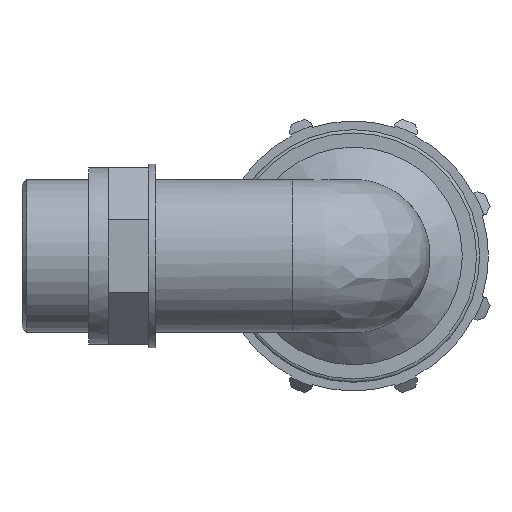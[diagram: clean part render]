
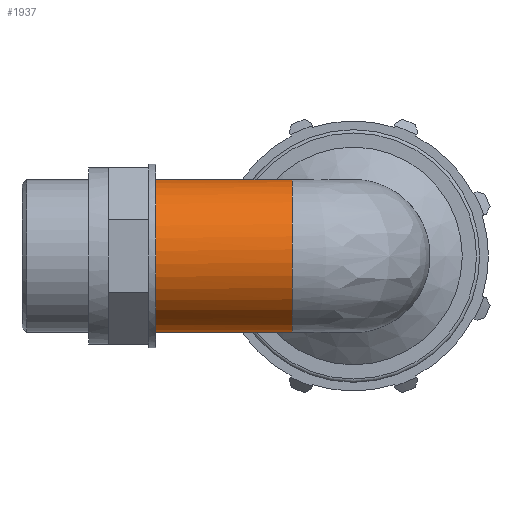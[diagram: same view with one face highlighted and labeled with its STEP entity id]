
A CAD part, left-side view. The second image highlights one B-rep face of the part: STEP entity #1937.
In plain terms, the highlighted cylindrical face has radius 29.807 mm (diameter 59.614 mm), a full revolution.
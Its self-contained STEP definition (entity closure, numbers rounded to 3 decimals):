
#62=B_SPLINE_CURVE_WITH_KNOTS('',3,(#3010,#3011,#3012,#3013,#3014,#3015,
#3016,#3017,#3018,#3019,#3020,#3021,#3022,#3023,#3024,#3025,#3026,#3027,
#3028,#3029,#3030,#3031),.UNSPECIFIED.,.F.,.F.,(4,2,2,2,2,2,2,2,2,2,4),
(11.535,11.617,12.246,12.782,13.05,
13.318,13.586,13.854,14.389,15.018,
15.1),.UNSPECIFIED.);
#64=FACE_BOUND('',#294,.T.);
#102=ELLIPSE('',#2087,42.153,29.807);
#103=ELLIPSE('',#2089,42.153,29.807);
#105=CYLINDRICAL_SURFACE('',#2093,29.807);
#167=FACE_OUTER_BOUND('',#293,.T.);
#293=EDGE_LOOP('',(#1396,#1397,#1398,#1399));
#294=EDGE_LOOP('',(#1400));
#734=CIRCLE('',#2094,29.807);
#735=CIRCLE('',#2095,29.807);
#846=VERTEX_POINT('',#2996);
#847=VERTEX_POINT('',#2997);
#848=VERTEX_POINT('',#2999);
#849=VERTEX_POINT('',#3001);
#852=VERTEX_POINT('',#3033);
#1066=EDGE_CURVE('',#848,#846,#102,.T.);
#1068=EDGE_CURVE('',#847,#849,#103,.T.);
#1071=EDGE_CURVE('',#846,#847,#62,.T.);
#1072=EDGE_CURVE('',#848,#849,#734,.T.);
#1073=EDGE_CURVE('',#852,#852,#735,.T.);
#1396=ORIENTED_EDGE('',*,*,#1071,.T.);
#1397=ORIENTED_EDGE('',*,*,#1068,.T.);
#1398=ORIENTED_EDGE('',*,*,#1072,.F.);
#1399=ORIENTED_EDGE('',*,*,#1066,.T.);
#1400=ORIENTED_EDGE('',*,*,#1073,.F.);
#1937=ADVANCED_FACE('',(#167,#64),#105,.T.);
#2087=AXIS2_PLACEMENT_3D('',#3000,#2418,#2419);
#2089=AXIS2_PLACEMENT_3D('',#3003,#2422,#2423);
#2093=AXIS2_PLACEMENT_3D('',#3009,#2430,#2431);
#2094=AXIS2_PLACEMENT_3D('',#3032,#2432,#2433);
#2095=AXIS2_PLACEMENT_3D('',#3034,#2434,#2435);
#2418=DIRECTION('center_axis',(-0.707,0.707,0.));
#2419=DIRECTION('ref_axis',(-0.707,-0.707,0.));
#2422=DIRECTION('center_axis',(-0.707,0.707,0.));
#2423=DIRECTION('ref_axis',(-0.707,-0.707,0.));
#2430=DIRECTION('center_axis',(0.,-1.,0.));
#2431=DIRECTION('ref_axis',(-1.,0.,0.));
#2432=DIRECTION('center_axis',(0.,-1.,0.));
#2433=DIRECTION('ref_axis',(-1.,0.,0.));
#2434=DIRECTION('center_axis',(0.,1.,0.));
#2435=DIRECTION('ref_axis',(-1.,0.,0.));
#2996=CARTESIAN_POINT('',(25.721,25.721,15.063));
#2997=CARTESIAN_POINT('',(25.721,25.721,-15.063));
#2999=CARTESIAN_POINT('',(23.846,23.846,17.884));
#3000=CARTESIAN_POINT('Origin',(0.,0.,
0.));
#3001=CARTESIAN_POINT('',(23.846,23.846,-17.884));
#3003=CARTESIAN_POINT('Origin',(0.,0.,
0.));
#3009=CARTESIAN_POINT('Origin',(0.,77.,0.));
#3010=CARTESIAN_POINT('Ctrl Pts',(25.721,25.721,15.063));
#3011=CARTESIAN_POINT('Ctrl Pts',(25.817,25.949,14.899));
#3012=CARTESIAN_POINT('Ctrl Pts',(25.912,26.175,14.733));
#3013=CARTESIAN_POINT('Ctrl Pts',(26.74,28.118,13.254));
#3014=CARTESIAN_POINT('Ctrl Pts',(27.448,29.684,11.743));
#3015=CARTESIAN_POINT('Ctrl Pts',(28.514,31.985,8.803));
#3016=CARTESIAN_POINT('Ctrl Pts',(28.984,32.973,7.181));
#3017=CARTESIAN_POINT('Ctrl Pts',(29.471,33.985,4.551));
#3018=CARTESIAN_POINT('Ctrl Pts',(29.598,34.247,3.642));
#3019=CARTESIAN_POINT('Ctrl Pts',(29.766,34.593,1.812));
#3020=CARTESIAN_POINT('Ctrl Pts',(29.807,34.677,0.893));
#3021=CARTESIAN_POINT('Ctrl Pts',(29.807,34.677,-0.893));
#3022=CARTESIAN_POINT('Ctrl Pts',(29.766,34.593,-1.812));
#3023=CARTESIAN_POINT('Ctrl Pts',(29.598,34.247,-3.642));
#3024=CARTESIAN_POINT('Ctrl Pts',(29.471,33.985,-4.551));
#3025=CARTESIAN_POINT('Ctrl Pts',(28.984,32.973,-7.181));
#3026=CARTESIAN_POINT('Ctrl Pts',(28.514,31.985,-8.803));
#3027=CARTESIAN_POINT('Ctrl Pts',(27.448,29.684,-11.743));
#3028=CARTESIAN_POINT('Ctrl Pts',(26.74,28.118,-13.254));
#3029=CARTESIAN_POINT('Ctrl Pts',(25.912,26.175,-14.733));
#3030=CARTESIAN_POINT('Ctrl Pts',(25.817,25.949,-14.899));
#3031=CARTESIAN_POINT('Ctrl Pts',(25.721,25.721,-15.063));
#3032=CARTESIAN_POINT('Origin',(0.,23.846,0.));
#3033=CARTESIAN_POINT('',(29.807,77.,0.));
#3034=CARTESIAN_POINT('Origin',(0.,77.,0.));
